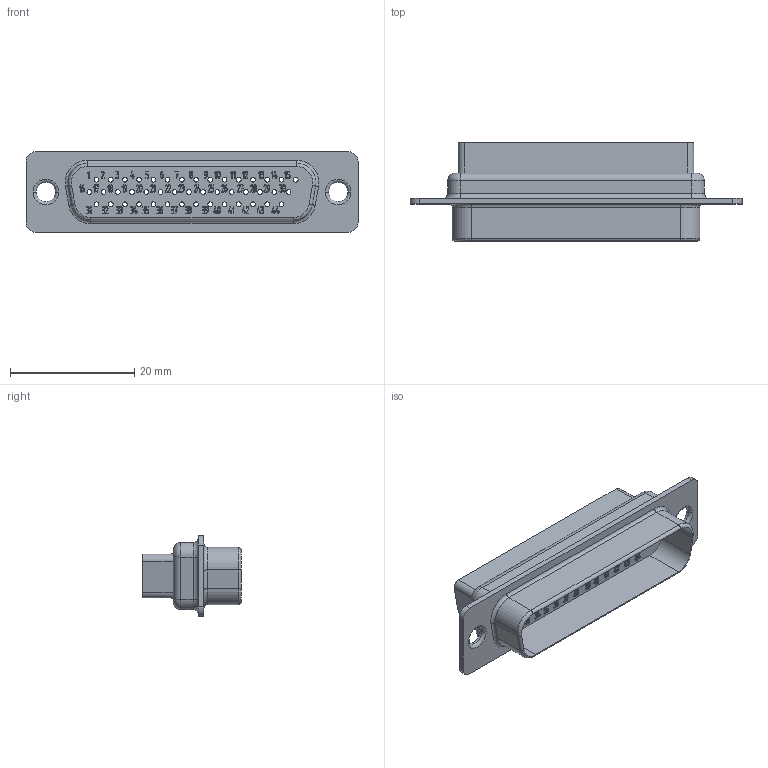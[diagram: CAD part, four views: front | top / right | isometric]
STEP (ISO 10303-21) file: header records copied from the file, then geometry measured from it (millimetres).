
FILE_DESCRIPTION(('Creo Elements/Direct Modeling STEP Export'),'2;1');
FILE_NAME('model.stp','2019-08-19T13:11:29',(''),(''),'Creo Elements/Direct Modeling STEP processor for AP214 (Solid Model)','Creo Elements/Direct Modeling 20.1A 29-Sep-2018 (C) Parametric Technology GmbH','');
FILE_SCHEMA(('AUTOMOTIVE_DESIGN { 1 0 10303 214 1 1 1 1 }'));
Products named in the file (2): VS-25-ST-DSUB-HD-CD-B
Assembly tree (1 placements, depth 2):
  VS-25-ST-DSUB-HD-CD-B
    VS-25-ST-DSUB-HD-CD-B
Bounding box: 53.42 x 15.84 x 12.93 mm (x, y, z)
Volume: 3115 mm3; surface area: 4947.2 mm2
Topology: 1 solids, 1 shells, 2034 faces, 5575 edges, 3704 vertices
Faces by surface type: plane 931, cylinder 626, extrusion 457, torus 20
Entity records: 85891 total; most frequent: CARTESIAN_POINT 19026, ORIENTED_EDGE 11150, DIRECTION 9151, EDGE_CURVE 5575, VECTOR 3859, VERTEX_POINT 3704, LINE 3402, AXIS2_PLACEMENT_3D 2646
